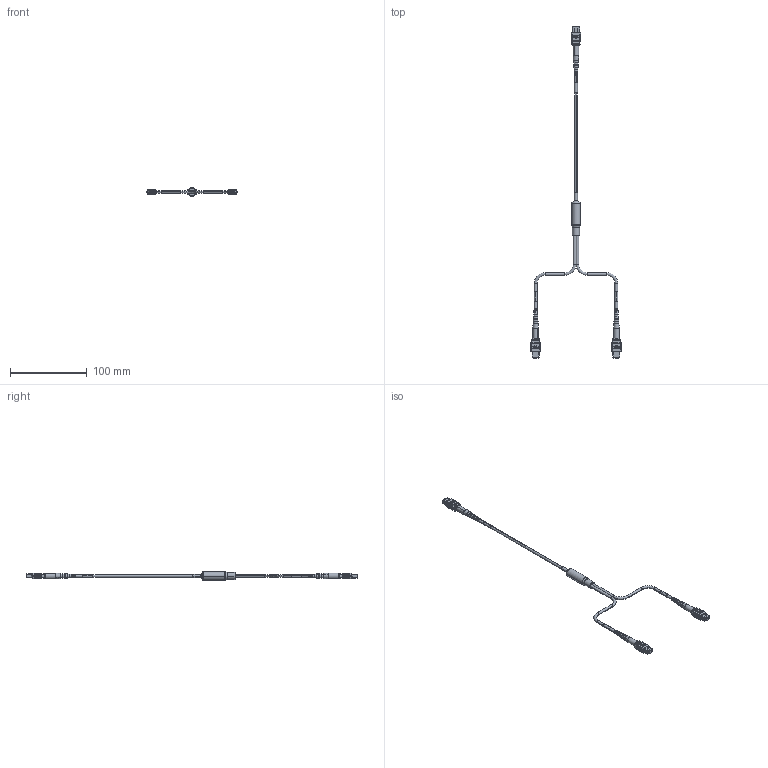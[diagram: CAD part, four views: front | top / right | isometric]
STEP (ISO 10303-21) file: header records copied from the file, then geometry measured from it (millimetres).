
FILE_DESCRIPTION (( 'STEP AP214' ), '1' );
FILE_NAME ('MPF24-MPF212OM4Z.STEP', '2019-04-01T14:33:00', ( '' ), ( '' ), 'SwSTEP 2.0', 'SolidWorks 2018', '' );
FILE_SCHEMA (( 'AUTOMOTIVE_DESIGN' ));
Length unit declared in the file: inch
Products named in the file (11): MPF24-MPF-MA2_ROUND; MPF24-MPF-MA4; 3AB04-014-MA3; 3AB04-014-MA5; MPF24-MPF-MA6_.150 ID; 3AB04-014_FEMALE (without pins); 3AB04-014-MA4; MPF24-MPF-MA1; MPF24-MPF212OM4Z; 3AB04-014-MA1; 3AB04-014-MA2_FEMALE (without pins)
Assembly tree (15 placements, depth 3):
  MPF24-MPF212OM4Z
    MPF24-MPF-MA1
    MPF24-MPF-MA2_ROUND
    3AB04-014_FEMALE (without pins)  x3
      3AB04-014-MA2_FEMALE (without pins)
      3AB04-014-MA3
      3AB04-014-MA4
      3AB04-014-MA1
      3AB04-014-MA5
    MPF24-MPF-MA4  x2
    MPF24-MPF-MA6_.150 ID  x3
Bounding box: 117.61 x 432.51 x 11.18 mm (x, y, z)
Volume: 13895.9 mm3; surface area: 20774.8 mm2
Topology: 22 solids, 22 shells, 1266 faces, 3544 edges, 2322 vertices
Faces by surface type: plane 941, cylinder 221, bspline 60, torus 22, cone 22
Entity records: 16194 total; most frequent: CARTESIAN_POINT 4229, ORIENTED_EDGE 2436, DIRECTION 2282, EDGE_CURVE 1218, LINE 816, VECTOR 816, VERTEX_POINT 794, AXIS2_PLACEMENT_3D 733
